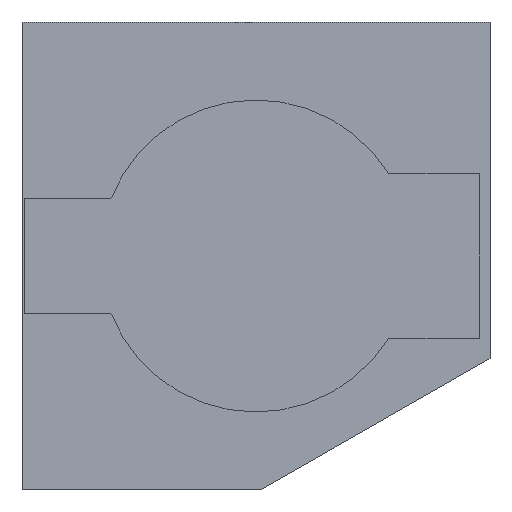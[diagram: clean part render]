
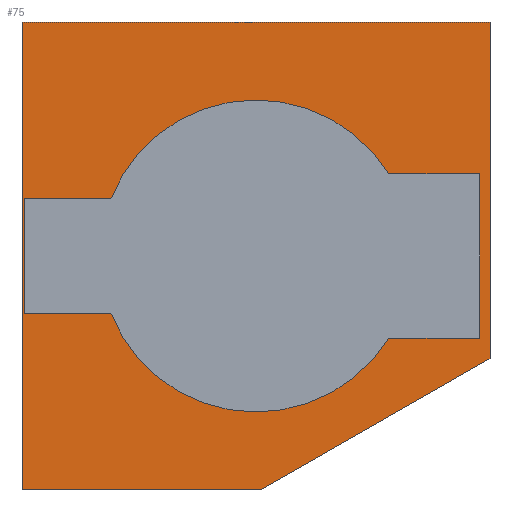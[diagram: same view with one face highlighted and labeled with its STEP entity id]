
A CAD part, front view. The second image highlights one B-rep face of the part: STEP entity #75.
In plain terms, the highlighted planar face has unit normal (0, -1, 0).
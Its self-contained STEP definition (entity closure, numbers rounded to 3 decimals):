
#42=FACE_BOUND('',#164,.T.);
#43=FACE_BOUND('',#165,.T.);
#75=ADVANCED_FACE('',(#42,#43),#103,.T.);
#103=PLANE('',#674);
#164=EDGE_LOOP('',(#439,#440,#441,#442));
#165=EDGE_LOOP('',(#443,#444,#445,#446,#447));
#174=LINE('',#855,#245);
#195=LINE('',#911,#266);
#225=LINE('',#973,#296);
#227=LINE('',#977,#298);
#230=LINE('',#982,#301);
#232=LINE('',#987,#303);
#235=LINE('',#992,#306);
#245=VECTOR('',#691,1.);
#266=VECTOR('',#746,1.);
#296=VECTOR('',#794,1.);
#298=VECTOR('',#798,1.);
#301=VECTOR('',#803,1.);
#303=VECTOR('',#807,1.);
#306=VECTOR('',#814,1.);
#439=ORIENTED_EDGE('',*,*,#566,.T.);
#440=ORIENTED_EDGE('',*,*,#552,.T.);
#441=ORIENTED_EDGE('',*,*,#538,.T.);
#442=ORIENTED_EDGE('',*,*,#607,.T.);
#443=ORIENTED_EDGE('',*,*,#606,.T.);
#444=ORIENTED_EDGE('',*,*,#596,.F.);
#445=ORIENTED_EDGE('',*,*,#598,.F.);
#446=ORIENTED_EDGE('',*,*,#601,.F.);
#447=ORIENTED_EDGE('',*,*,#603,.F.);
#484=VERTEX_POINT('',#854);
#485=VERTEX_POINT('',#856);
#493=VERTEX_POINT('',#884);
#503=VERTEX_POINT('',#912);
#522=VERTEX_POINT('',#967);
#525=VERTEX_POINT('',#972);
#526=VERTEX_POINT('',#976);
#527=VERTEX_POINT('',#981);
#529=VERTEX_POINT('',#986);
#538=EDGE_CURVE('',#485,#484,#174,.T.);
#552=EDGE_CURVE('',#493,#485,#621,.T.);
#566=EDGE_CURVE('',#503,#493,#195,.T.);
#596=EDGE_CURVE('',#525,#522,#225,.T.);
#598=EDGE_CURVE('',#526,#525,#227,.T.);
#601=EDGE_CURVE('',#527,#526,#230,.T.);
#603=EDGE_CURVE('',#529,#527,#232,.T.);
#606=EDGE_CURVE('',#529,#522,#235,.T.);
#607=EDGE_CURVE('',#484,#503,#626,.T.);
#621=CIRCLE('',#649,1.9);
#626=CIRCLE('',#673,1.9);
#649=AXIS2_PLACEMENT_3D('',#883,#719,#720);
#673=AXIS2_PLACEMENT_3D('',#994,#817,#818);
#674=AXIS2_PLACEMENT_3D('',#995,#819,#820);
#691=DIRECTION('',(0.,0.,-1.));
#719=DIRECTION('',(0.,1.,0.));
#720=DIRECTION('',(-0.93,0.,0.368));
#746=DIRECTION('',(0.,0.,1.));
#794=DIRECTION('',(0.,0.,-1.));
#798=DIRECTION('',(1.,0.,0.));
#803=DIRECTION('',(0.,0.,1.));
#807=DIRECTION('',(-1.,0.,0.));
#814=DIRECTION('',(0.868,0.,0.496));
#817=DIRECTION('',(0.,1.,0.));
#818=DIRECTION('',(0.85,0.,-0.526));
#819=DIRECTION('',(0.,-1.,0.));
#820=DIRECTION('',(1.,0.,0.));
#854=CARTESIAN_POINT('',(-89.712,-2.999,97.187));
#855=CARTESIAN_POINT('',(-89.712,-2.999,99.187));
#856=CARTESIAN_POINT('',(-89.712,-2.999,99.187));
#883=CARTESIAN_POINT('',(-91.327,-2.999,98.187));
#884=CARTESIAN_POINT('',(-93.093,-2.999,98.887));
#911=CARTESIAN_POINT('',(-93.093,-2.999,97.487));
#912=CARTESIAN_POINT('',(-93.093,-2.999,97.487));
#967=CARTESIAN_POINT('',(-88.477,-2.999,96.937));
#972=CARTESIAN_POINT('',(-88.477,-2.999,101.037));
#973=CARTESIAN_POINT('',(-88.477,-2.999,101.037));
#976=CARTESIAN_POINT('',(-94.177,-2.999,101.037));
#977=CARTESIAN_POINT('',(-94.177,-2.999,101.037));
#981=CARTESIAN_POINT('',(-94.177,-2.999,95.337));
#982=CARTESIAN_POINT('',(-94.177,-2.999,95.337));
#986=CARTESIAN_POINT('',(-91.277,-2.999,95.337));
#987=CARTESIAN_POINT('',(-91.277,-2.999,95.337));
#992=CARTESIAN_POINT('',(-91.277,-2.999,95.337));
#994=CARTESIAN_POINT('',(-91.327,-2.999,98.187));
#995=CARTESIAN_POINT('',(-94.177,-2.999,95.337));
